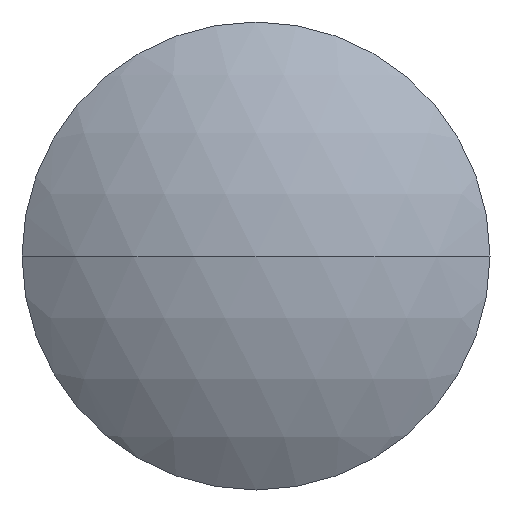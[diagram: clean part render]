
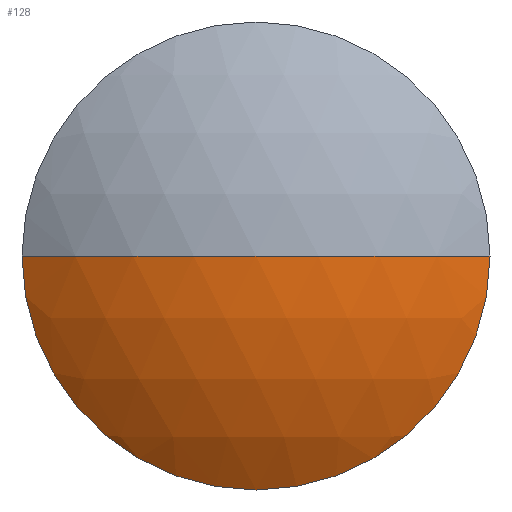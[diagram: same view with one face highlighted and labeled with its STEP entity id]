
A CAD part, left-side view. The second image highlights one B-rep face of the part: STEP entity #128.
In plain terms, the highlighted spherical face has radius 21.554 mm.
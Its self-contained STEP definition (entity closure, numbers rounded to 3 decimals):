
#5 = VERTEX_POINT ( 'NONE', #93 ) ;
#12 = CARTESIAN_POINT ( 'NONE',  ( 102.873, 48.616, 0. ) ) ;
#34 = CIRCLE ( 'NONE', #330, 21.554 ) ;
#42 = CARTESIAN_POINT ( 'NONE',  ( 85.459, 48.616, -12.7 ) ) ;
#44 = DIRECTION ( 'NONE',  ( -1., 0., 0. ) ) ;
#46 = VERTEX_POINT ( 'NONE', #42 ) ;
#47 = AXIS2_PLACEMENT_3D ( 'NONE', #307, #328, #159 ) ;
#65 = VERTEX_POINT ( 'NONE', #177 ) ;
#68 = CARTESIAN_POINT ( 'NONE',  ( 85.459, 61.316, 0. ) ) ;
#69 = CIRCLE ( 'NONE', #345, 21.554 ) ;
#77 = ORIENTED_EDGE ( 'NONE', *, *, #301, .T. ) ;
#82 = DIRECTION ( 'NONE',  ( 0., 0., -1. ) ) ;
#88 = DIRECTION ( 'NONE',  ( 0., 1., 0. ) ) ;
#90 = DIRECTION ( 'NONE',  ( 0., 0., -1. ) ) ;
#93 = CARTESIAN_POINT ( 'NONE',  ( 85.459, 35.916, 0. ) ) ;
#95 = AXIS2_PLACEMENT_3D ( 'NONE', #98, #44, #168 ) ;
#98 = CARTESIAN_POINT ( 'NONE',  ( 85.459, 48.616, 0. ) ) ;
#118 = AXIS2_PLACEMENT_3D ( 'NONE', #337, #90, #88 ) ;
#128 = ADVANCED_FACE ( 'NONE', ( #163 ), #155, .T. ) ;
#155 = SPHERICAL_SURFACE ( 'NONE', #118, 21.554 ) ;
#156 = CARTESIAN_POINT ( 'NONE',  ( 102.873, 48.616, 0. ) ) ;
#159 = DIRECTION ( 'NONE',  ( 0., 0., 1. ) ) ;
#163 = FACE_OUTER_BOUND ( 'NONE', #256, .T. ) ;
#168 = DIRECTION ( 'NONE',  ( 0., 0., 1. ) ) ;
#177 = CARTESIAN_POINT ( 'NONE',  ( 81.32, 48.616, 0. ) ) ;
#179 = DIRECTION ( 'NONE',  ( 0., 0., 1. ) ) ;
#180 = EDGE_CURVE ( 'NONE', #229, #65, #34, .T. ) ;
#199 = DIRECTION ( 'NONE',  ( 0., 1., 0. ) ) ;
#203 = EDGE_CURVE ( 'NONE', #229, #46, #297, .T. ) ;
#229 = VERTEX_POINT ( 'NONE', #68 ) ;
#235 = EDGE_CURVE ( 'NONE', #5, #65, #69, .T. ) ;
#244 = ORIENTED_EDGE ( 'NONE', *, *, #180, .F. ) ;
#256 = EDGE_LOOP ( 'NONE', ( #77, #329, #244, #270 ) ) ;
#270 = ORIENTED_EDGE ( 'NONE', *, *, #203, .T. ) ;
#277 = CIRCLE ( 'NONE', #47, 12.7 ) ;
#297 = CIRCLE ( 'NONE', #95, 12.7 ) ;
#301 = EDGE_CURVE ( 'NONE', #46, #5, #277, .T. ) ;
#307 = CARTESIAN_POINT ( 'NONE',  ( 85.459, 48.616, 0. ) ) ;
#328 = DIRECTION ( 'NONE',  ( -1., 0., 0. ) ) ;
#329 = ORIENTED_EDGE ( 'NONE', *, *, #235, .T. ) ;
#330 = AXIS2_PLACEMENT_3D ( 'NONE', #156, #179, #342 ) ;
#337 = CARTESIAN_POINT ( 'NONE',  ( 102.873, 48.616, 0. ) ) ;
#342 = DIRECTION ( 'NONE',  ( 1., 0., 0. ) ) ;
#345 = AXIS2_PLACEMENT_3D ( 'NONE', #12, #82, #199 ) ;
